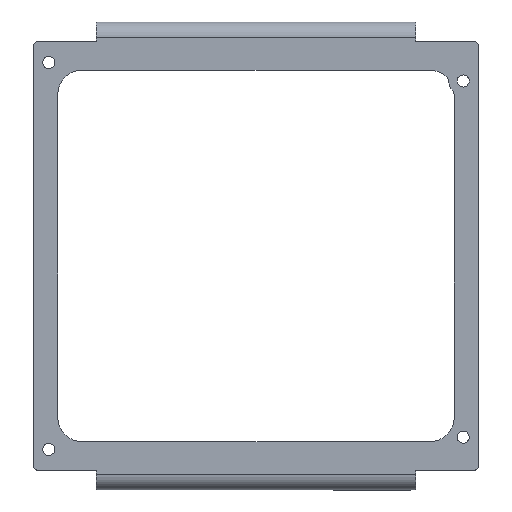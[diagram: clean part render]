
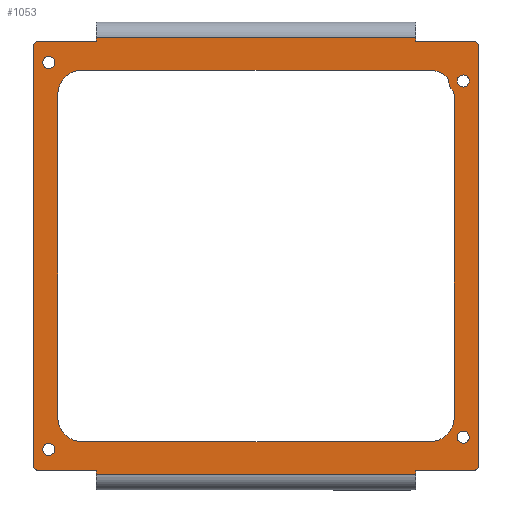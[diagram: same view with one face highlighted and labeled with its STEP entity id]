
A CAD part, top view. The second image highlights one B-rep face of the part: STEP entity #1053.
In plain terms, the highlighted planar face has unit normal (0, 0, 1).
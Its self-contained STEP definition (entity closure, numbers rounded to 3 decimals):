
#15=FACE_BOUND('',#129,.T.);
#16=FACE_BOUND('',#130,.T.);
#17=FACE_BOUND('',#131,.T.);
#18=FACE_BOUND('',#132,.T.);
#19=FACE_BOUND('',#133,.T.);
#38=PLANE('',#1128);
#69=FACE_OUTER_BOUND('',#128,.T.);
#128=EDGE_LOOP('',(#720,#721,#722,#723,#724,#725,#726,#727,#728,#729,#730,
#731,#732,#733,#734,#735));
#129=EDGE_LOOP('',(#736));
#130=EDGE_LOOP('',(#737));
#131=EDGE_LOOP('',(#738));
#132=EDGE_LOOP('',(#739));
#133=EDGE_LOOP('',(#740,#741,#742,#743,#744,#745,#746,#747,#748,#749,#750));
#209=LINE('',#1586,#306);
#212=LINE('',#1592,#309);
#213=LINE('',#1596,#310);
#214=LINE('',#1598,#311);
#215=LINE('',#1600,#312);
#216=LINE('',#1602,#313);
#217=LINE('',#1604,#314);
#218=LINE('',#1608,#315);
#219=LINE('',#1612,#316);
#220=LINE('',#1614,#317);
#221=LINE('',#1616,#318);
#222=LINE('',#1617,#319);
#223=LINE('',#1628,#320);
#224=LINE('',#1632,#321);
#225=LINE('',#1642,#322);
#226=LINE('',#1646,#323);
#306=VECTOR('',#1253,10.);
#309=VECTOR('',#1258,10.);
#310=VECTOR('',#1261,10.);
#311=VECTOR('',#1262,10.);
#312=VECTOR('',#1263,10.);
#313=VECTOR('',#1264,10.);
#314=VECTOR('',#1265,10.);
#315=VECTOR('',#1268,10.);
#316=VECTOR('',#1271,10.);
#317=VECTOR('',#1272,10.);
#318=VECTOR('',#1273,10.);
#319=VECTOR('',#1274,10.);
#320=VECTOR('',#1283,10.);
#321=VECTOR('',#1286,10.);
#322=VECTOR('',#1295,10.);
#323=VECTOR('',#1298,10.);
#401=CIRCLE('',#1125,1.);
#403=CIRCLE('',#1129,1.);
#404=CIRCLE('',#1130,1.);
#405=CIRCLE('',#1131,1.);
#406=CIRCLE('',#1132,1.25);
#407=CIRCLE('',#1133,1.25);
#408=CIRCLE('',#1134,1.25);
#409=CIRCLE('',#1135,1.25);
#410=CIRCLE('',#1136,5.);
#411=CIRCLE('',#1137,5.);
#412=CIRCLE('',#1138,1.5);
#413=CIRCLE('',#1139,3.);
#414=CIRCLE('',#1140,1.5);
#415=CIRCLE('',#1141,5.);
#416=CIRCLE('',#1142,5.);
#459=VERTEX_POINT('',#1576);
#460=VERTEX_POINT('',#1577);
#463=VERTEX_POINT('',#1585);
#465=VERTEX_POINT('',#1591);
#466=VERTEX_POINT('',#1593);
#467=VERTEX_POINT('',#1595);
#468=VERTEX_POINT('',#1597);
#469=VERTEX_POINT('',#1599);
#470=VERTEX_POINT('',#1601);
#471=VERTEX_POINT('',#1603);
#472=VERTEX_POINT('',#1605);
#473=VERTEX_POINT('',#1607);
#474=VERTEX_POINT('',#1609);
#475=VERTEX_POINT('',#1611);
#476=VERTEX_POINT('',#1613);
#477=VERTEX_POINT('',#1615);
#478=VERTEX_POINT('',#1618);
#479=VERTEX_POINT('',#1620);
#480=VERTEX_POINT('',#1622);
#481=VERTEX_POINT('',#1624);
#482=VERTEX_POINT('',#1626);
#483=VERTEX_POINT('',#1627);
#484=VERTEX_POINT('',#1629);
#485=VERTEX_POINT('',#1631);
#486=VERTEX_POINT('',#1633);
#487=VERTEX_POINT('',#1635);
#488=VERTEX_POINT('',#1637);
#489=VERTEX_POINT('',#1639);
#490=VERTEX_POINT('',#1641);
#491=VERTEX_POINT('',#1643);
#492=VERTEX_POINT('',#1645);
#557=EDGE_CURVE('',#459,#460,#401,.T.);
#561=EDGE_CURVE('',#463,#460,#209,.T.);
#564=EDGE_CURVE('',#459,#465,#212,.T.);
#565=EDGE_CURVE('',#466,#465,#403,.T.);
#566=EDGE_CURVE('',#466,#467,#213,.T.);
#567=EDGE_CURVE('',#467,#468,#214,.T.);
#568=EDGE_CURVE('',#468,#469,#215,.T.);
#569=EDGE_CURVE('',#469,#470,#216,.T.);
#570=EDGE_CURVE('',#470,#471,#217,.T.);
#571=EDGE_CURVE('',#472,#471,#404,.T.);
#572=EDGE_CURVE('',#472,#473,#218,.T.);
#573=EDGE_CURVE('',#474,#473,#405,.T.);
#574=EDGE_CURVE('',#474,#475,#219,.T.);
#575=EDGE_CURVE('',#475,#476,#220,.T.);
#576=EDGE_CURVE('',#476,#477,#221,.T.);
#577=EDGE_CURVE('',#477,#463,#222,.T.);
#578=EDGE_CURVE('',#478,#478,#406,.T.);
#579=EDGE_CURVE('',#479,#479,#407,.T.);
#580=EDGE_CURVE('',#480,#480,#408,.T.);
#581=EDGE_CURVE('',#481,#481,#409,.T.);
#582=EDGE_CURVE('',#482,#483,#223,.T.);
#583=EDGE_CURVE('',#483,#484,#410,.T.);
#584=EDGE_CURVE('',#484,#485,#224,.T.);
#585=EDGE_CURVE('',#485,#486,#411,.T.);
#586=EDGE_CURVE('',#487,#486,#412,.T.);
#587=EDGE_CURVE('',#487,#488,#413,.T.);
#588=EDGE_CURVE('',#488,#489,#414,.F.);
#589=EDGE_CURVE('',#489,#490,#225,.T.);
#590=EDGE_CURVE('',#490,#491,#415,.T.);
#591=EDGE_CURVE('',#491,#492,#226,.T.);
#592=EDGE_CURVE('',#492,#482,#416,.T.);
#720=ORIENTED_EDGE('',*,*,#557,.F.);
#721=ORIENTED_EDGE('',*,*,#564,.T.);
#722=ORIENTED_EDGE('',*,*,#565,.F.);
#723=ORIENTED_EDGE('',*,*,#566,.T.);
#724=ORIENTED_EDGE('',*,*,#567,.T.);
#725=ORIENTED_EDGE('',*,*,#568,.T.);
#726=ORIENTED_EDGE('',*,*,#569,.T.);
#727=ORIENTED_EDGE('',*,*,#570,.T.);
#728=ORIENTED_EDGE('',*,*,#571,.F.);
#729=ORIENTED_EDGE('',*,*,#572,.T.);
#730=ORIENTED_EDGE('',*,*,#573,.F.);
#731=ORIENTED_EDGE('',*,*,#574,.T.);
#732=ORIENTED_EDGE('',*,*,#575,.T.);
#733=ORIENTED_EDGE('',*,*,#576,.T.);
#734=ORIENTED_EDGE('',*,*,#577,.T.);
#735=ORIENTED_EDGE('',*,*,#561,.T.);
#736=ORIENTED_EDGE('',*,*,#578,.T.);
#737=ORIENTED_EDGE('',*,*,#579,.T.);
#738=ORIENTED_EDGE('',*,*,#580,.T.);
#739=ORIENTED_EDGE('',*,*,#581,.T.);
#740=ORIENTED_EDGE('',*,*,#582,.T.);
#741=ORIENTED_EDGE('',*,*,#583,.T.);
#742=ORIENTED_EDGE('',*,*,#584,.T.);
#743=ORIENTED_EDGE('',*,*,#585,.T.);
#744=ORIENTED_EDGE('',*,*,#586,.F.);
#745=ORIENTED_EDGE('',*,*,#587,.T.);
#746=ORIENTED_EDGE('',*,*,#588,.T.);
#747=ORIENTED_EDGE('',*,*,#589,.T.);
#748=ORIENTED_EDGE('',*,*,#590,.T.);
#749=ORIENTED_EDGE('',*,*,#591,.T.);
#750=ORIENTED_EDGE('',*,*,#592,.T.);
#1053=ADVANCED_FACE('',(#69,#15,#16,#17,#18,#19),#38,.T.);
#1125=AXIS2_PLACEMENT_3D('',#1578,#1245,#1246);
#1128=AXIS2_PLACEMENT_3D('',#1590,#1256,#1257);
#1129=AXIS2_PLACEMENT_3D('',#1594,#1259,#1260);
#1130=AXIS2_PLACEMENT_3D('',#1606,#1266,#1267);
#1131=AXIS2_PLACEMENT_3D('',#1610,#1269,#1270);
#1132=AXIS2_PLACEMENT_3D('',#1619,#1275,#1276);
#1133=AXIS2_PLACEMENT_3D('',#1621,#1277,#1278);
#1134=AXIS2_PLACEMENT_3D('',#1623,#1279,#1280);
#1135=AXIS2_PLACEMENT_3D('',#1625,#1281,#1282);
#1136=AXIS2_PLACEMENT_3D('',#1630,#1284,#1285);
#1137=AXIS2_PLACEMENT_3D('',#1634,#1287,#1288);
#1138=AXIS2_PLACEMENT_3D('',#1636,#1289,#1290);
#1139=AXIS2_PLACEMENT_3D('',#1638,#1291,#1292);
#1140=AXIS2_PLACEMENT_3D('',#1640,#1293,#1294);
#1141=AXIS2_PLACEMENT_3D('',#1644,#1296,#1297);
#1142=AXIS2_PLACEMENT_3D('',#1647,#1299,#1300);
#1245=DIRECTION('center_axis',(0.,0.,-1.));
#1246=DIRECTION('ref_axis',(-0.707,0.707,0.));
#1253=DIRECTION('',(-1.,0.,0.));
#1256=DIRECTION('center_axis',(0.,0.,1.));
#1257=DIRECTION('ref_axis',(1.,0.,0.));
#1258=DIRECTION('',(0.,-1.,0.));
#1259=DIRECTION('center_axis',(0.,0.,-1.));
#1260=DIRECTION('ref_axis',(-0.707,-0.707,0.));
#1261=DIRECTION('',(1.,0.,0.));
#1262=DIRECTION('',(0.,-1.,0.));
#1263=DIRECTION('',(1.,0.,0.));
#1264=DIRECTION('',(0.,1.,0.));
#1265=DIRECTION('',(1.,0.,0.));
#1266=DIRECTION('center_axis',(0.,0.,-1.));
#1267=DIRECTION('ref_axis',(0.707,-0.707,0.));
#1268=DIRECTION('',(0.,1.,0.));
#1269=DIRECTION('center_axis',(0.,0.,-1.));
#1270=DIRECTION('ref_axis',(0.707,0.707,0.));
#1271=DIRECTION('',(-1.,0.,0.));
#1272=DIRECTION('',(0.,1.,0.));
#1273=DIRECTION('',(-1.,0.,0.));
#1274=DIRECTION('',(0.,-1.,0.));
#1275=DIRECTION('center_axis',(0.,0.,-1.));
#1276=DIRECTION('ref_axis',(-1.,0.,0.));
#1277=DIRECTION('center_axis',(0.,0.,-1.));
#1278=DIRECTION('ref_axis',(-1.,0.,0.));
#1279=DIRECTION('center_axis',(0.,0.,-1.));
#1280=DIRECTION('ref_axis',(-1.,0.,0.));
#1281=DIRECTION('center_axis',(0.,0.,-1.));
#1282=DIRECTION('ref_axis',(-1.,0.,0.));
#1283=DIRECTION('',(0.,1.,0.));
#1284=DIRECTION('center_axis',(0.,0.,-1.));
#1285=DIRECTION('ref_axis',(-1.,0.,0.));
#1286=DIRECTION('',(1.,0.,0.));
#1287=DIRECTION('center_axis',(0.,0.,-1.));
#1288=DIRECTION('ref_axis',(0.,1.,0.));
#1289=DIRECTION('center_axis',(0.,0.,1.));
#1290=DIRECTION('ref_axis',(0.906,0.424,0.));
#1291=DIRECTION('center_axis',(0.,0.,1.));
#1292=DIRECTION('ref_axis',(-1.,0.,0.));
#1293=DIRECTION('center_axis',(0.,0.,1.));
#1294=DIRECTION('ref_axis',(-1.,0.,0.));
#1295=DIRECTION('',(0.,-1.,0.));
#1296=DIRECTION('center_axis',(0.,0.,-1.));
#1297=DIRECTION('ref_axis',(1.,0.,0.));
#1298=DIRECTION('',(-1.,0.,0.));
#1299=DIRECTION('center_axis',(0.,0.,-1.));
#1300=DIRECTION('ref_axis',(0.,-1.,0.));
#1576=CARTESIAN_POINT('',(0.,87.8,1.6));
#1577=CARTESIAN_POINT('',(1.,88.8,1.6));
#1578=CARTESIAN_POINT('Origin',(1.,87.8,1.6));
#1585=CARTESIAN_POINT('',(13.,88.8,1.6));
#1586=CARTESIAN_POINT('',(13.,88.8,1.6));
#1590=CARTESIAN_POINT('Origin',(46.,44.4,1.6));
#1591=CARTESIAN_POINT('',(0.,1.,1.6));
#1592=CARTESIAN_POINT('',(0.,88.8,1.6));
#1593=CARTESIAN_POINT('',(1.,0.,1.6));
#1594=CARTESIAN_POINT('Origin',(1.,1.,1.6));
#1595=CARTESIAN_POINT('',(13.,0.,1.6));
#1596=CARTESIAN_POINT('',(0.,0.,1.6));
#1597=CARTESIAN_POINT('',(13.,-0.8,1.6));
#1598=CARTESIAN_POINT('',(13.,0.,1.6));
#1599=CARTESIAN_POINT('',(79.,-0.8,1.6));
#1600=CARTESIAN_POINT('',(62.5,-0.8,1.6));
#1601=CARTESIAN_POINT('',(79.,0.,1.6));
#1602=CARTESIAN_POINT('',(79.,-4.,1.6));
#1603=CARTESIAN_POINT('',(91.,0.,1.6));
#1604=CARTESIAN_POINT('',(79.,0.,1.6));
#1605=CARTESIAN_POINT('',(92.,1.,1.6));
#1606=CARTESIAN_POINT('Origin',(91.,1.,1.6));
#1607=CARTESIAN_POINT('',(92.,87.8,1.6));
#1608=CARTESIAN_POINT('',(92.,0.,1.6));
#1609=CARTESIAN_POINT('',(91.,88.8,1.6));
#1610=CARTESIAN_POINT('Origin',(91.,87.8,1.6));
#1611=CARTESIAN_POINT('',(79.,88.8,1.6));
#1612=CARTESIAN_POINT('',(92.,88.8,1.6));
#1613=CARTESIAN_POINT('',(79.,89.6,1.6));
#1614=CARTESIAN_POINT('',(79.,92.8,1.6));
#1615=CARTESIAN_POINT('',(13.,89.6,1.6));
#1616=CARTESIAN_POINT('',(29.5,89.6,1.6));
#1617=CARTESIAN_POINT('',(13.,88.8,1.6));
#1618=CARTESIAN_POINT('',(90.113,80.595,1.6));
#1619=CARTESIAN_POINT('Origin',(88.863,80.595,1.6));
#1620=CARTESIAN_POINT('',(90.113,6.935,1.6));
#1621=CARTESIAN_POINT('Origin',(88.863,6.935,1.6));
#1622=CARTESIAN_POINT('',(4.388,84.405,1.6));
#1623=CARTESIAN_POINT('Origin',(3.138,84.405,1.6));
#1624=CARTESIAN_POINT('',(4.388,4.395,1.6));
#1625=CARTESIAN_POINT('Origin',(3.138,4.395,1.6));
#1626=CARTESIAN_POINT('',(5.,11.,1.6));
#1627=CARTESIAN_POINT('',(5.,77.8,1.6));
#1628=CARTESIAN_POINT('',(5.,61.1,1.6));
#1629=CARTESIAN_POINT('',(10.,82.8,1.6));
#1630=CARTESIAN_POINT('Origin',(10.,77.8,1.6));
#1631=CARTESIAN_POINT('',(82.,82.8,1.6));
#1632=CARTESIAN_POINT('',(64.,82.8,1.6));
#1633=CARTESIAN_POINT('',(85.383,81.482,1.6));
#1634=CARTESIAN_POINT('Origin',(82.,77.8,1.6));
#1635=CARTESIAN_POINT('',(85.866,80.45,1.6));
#1636=CARTESIAN_POINT('Origin',(84.368,80.378,1.6));
#1637=CARTESIAN_POINT('',(86.621,78.601,1.6));
#1638=CARTESIAN_POINT('Origin',(88.863,80.595,1.6));
#1639=CARTESIAN_POINT('',(87.,77.604,1.6));
#1640=CARTESIAN_POINT('Origin',(85.5,77.604,1.6));
#1641=CARTESIAN_POINT('',(87.,11.,1.6));
#1642=CARTESIAN_POINT('',(87.,27.7,1.6));
#1643=CARTESIAN_POINT('',(82.,6.,1.6));
#1644=CARTESIAN_POINT('Origin',(82.,11.,1.6));
#1645=CARTESIAN_POINT('',(10.,6.,1.6));
#1646=CARTESIAN_POINT('',(28.,6.,1.6));
#1647=CARTESIAN_POINT('Origin',(10.,11.,1.6));
